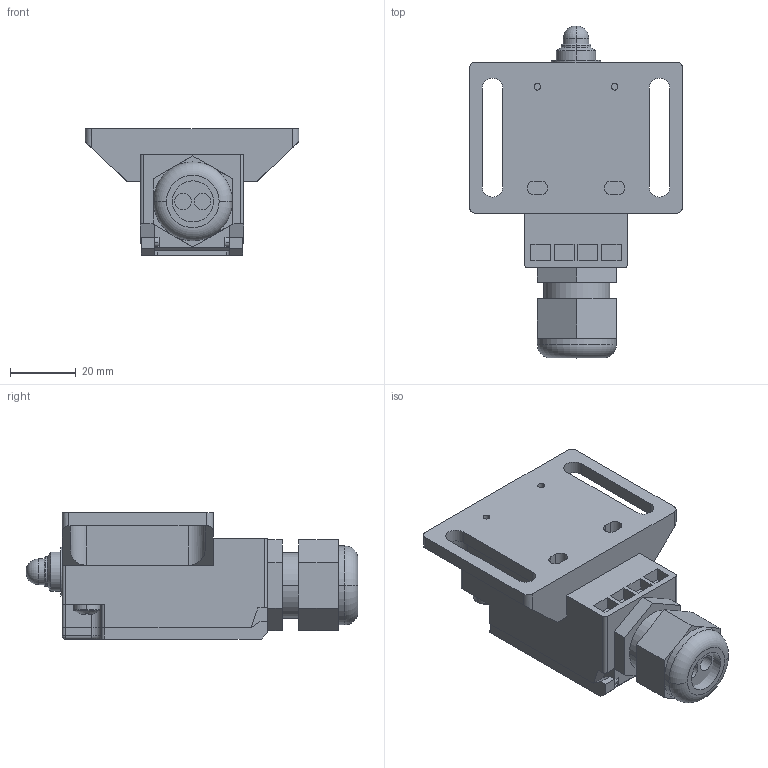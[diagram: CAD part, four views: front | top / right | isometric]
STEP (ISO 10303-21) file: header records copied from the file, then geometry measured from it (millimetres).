
FILE_DESCRIPTION (( 'STEP AP203' ), '1' );
FILE_NAME ('R5MC01.step', '2011-04-11T06:15:51', ( 'User' ), ( 'DKC' ), 'SwSTEP 2.0', 'SolidWorks 2011', '' );
FILE_SCHEMA (( 'CONFIG_CONTROL_DESIGN' ));
Length unit declared in the file: millimetre
Products named in the file (9): R5MC01; Screw - M4 x 25 _Screw - M4 x 25 ; Screw M2 x 6_Screw M2 x 6; base mc01; cover; item3; item1; item2; item4
Assembly tree (9 placements, depth 2):
  R5MC01
    item4
    cover
    item3
    item2
    item1
    Screw M2 x 6_Screw M2 x 6
    base mc01
    Screw - M4 x 25 _Screw - M4 x 25   x2
Bounding box: 65 x 101 x 38.57 mm (x, y, z)
Volume: 91484.6 mm3; surface area: 32136 mm2
Topology: 9 solids, 9 shells, 858 faces, 2230 edges, 1398 vertices
Faces by surface type: cone 355, cylinder 270, plane 205, torus 20, sphere 8
Entity records: 20011 total; most frequent: DIRECTION 3607, CARTESIAN_POINT 3336, ORIENTED_EDGE 3180, EDGE_CURVE 1590, AXIS2_PLACEMENT_3D 1418, VERTEX_POINT 1003, CIRCLE 788, VECTOR 771
